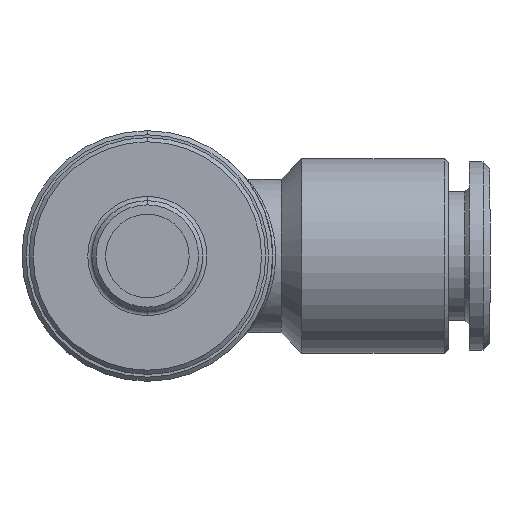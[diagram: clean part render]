
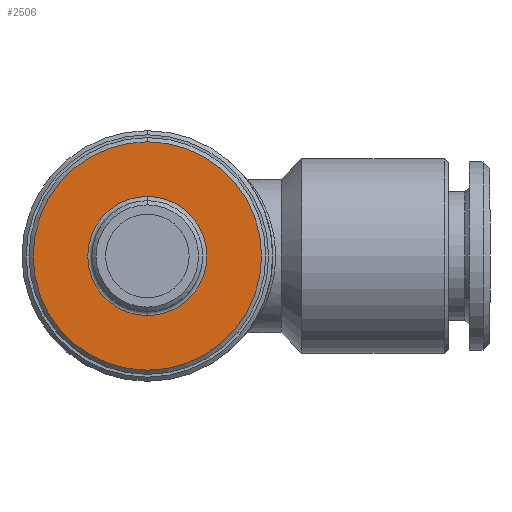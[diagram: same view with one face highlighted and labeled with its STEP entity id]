
A CAD part, front view. The second image highlights one B-rep face of the part: STEP entity #2506.
In plain terms, the highlighted planar face has unit normal (0, -1, 0).
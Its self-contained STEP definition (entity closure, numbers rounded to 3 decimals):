
#269 = CARTESIAN_POINT ( 'NONE',  ( 0., -2.7, 8.2 ) ) ;
#273 = CARTESIAN_POINT ( 'NONE',  ( 0., -2.7, 4.275 ) ) ;
#310 = CARTESIAN_POINT ( 'NONE',  ( 0., -2.7, -8.2 ) ) ;
#337 = VERTEX_POINT ( 'NONE', #310 ) ;
#369 = CARTESIAN_POINT ( 'NONE',  ( 0., -2.7, -4.275 ) ) ;
#600 = PLANE ( 'NONE',  #1463 ) ;
#601 = CARTESIAN_POINT ( 'NONE',  ( 3.5, -2.7, 0. ) ) ;
#602 = DIRECTION ( 'NONE',  ( 0., -1., 0. ) ) ;
#603 = DIRECTION ( 'NONE',  ( 0., 0., -1. ) ) ;
#793 = VERTEX_POINT ( 'NONE', #269 ) ;
#796 = VERTEX_POINT ( 'NONE', #273 ) ;
#827 = VERTEX_POINT ( 'NONE', #369 ) ;
#1354 = DIRECTION ( 'NONE',  ( 0., 0., -1. ) ) ;
#1355 = DIRECTION ( 'NONE',  ( 0., -1., 0. ) ) ;
#1356 = CARTESIAN_POINT ( 'NONE',  ( 0., -2.7, 0. ) ) ;
#1395 = EDGE_CURVE ( 'NONE', #793, #337, #3472, .T. ) ;
#1444 = AXIS2_PLACEMENT_3D ( 'NONE', #1356, #1355, #1354 ) ;
#1463 = AXIS2_PLACEMENT_3D ( 'NONE', #601, #602, #603 ) ;
#1667 = EDGE_CURVE ( 'NONE', #796, #827, #3485, .T. ) ;
#1697 = EDGE_CURVE ( 'NONE', #827, #796, #2608, .T. ) ;
#2003 = DIRECTION ( 'NONE',  ( 0., 0., -1. ) ) ;
#2004 = DIRECTION ( 'NONE',  ( 0., -1., 0. ) ) ;
#2005 = CARTESIAN_POINT ( 'NONE',  ( 0., -2.7, 0. ) ) ;
#2077 = DIRECTION ( 'NONE',  ( 0., 0., -1. ) ) ;
#2078 = DIRECTION ( 'NONE',  ( 0., -1., 0. ) ) ;
#2079 = CARTESIAN_POINT ( 'NONE',  ( 0., -2.7, 0. ) ) ;
#2124 = EDGE_CURVE ( 'NONE', #337, #793, #2622, .T. ) ;
#2160 = DIRECTION ( 'NONE',  ( 0., 0., -1. ) ) ;
#2161 = DIRECTION ( 'NONE',  ( 0., -1., 0. ) ) ;
#2162 = CARTESIAN_POINT ( 'NONE',  ( 0., -2.7, 0. ) ) ;
#2506 = ADVANCED_FACE ( 'NONE', ( #2641, #2637 ), #600, .T. ) ;
#2539 = AXIS2_PLACEMENT_3D ( 'NONE', #2005, #2004, #2003 ) ;
#2545 = AXIS2_PLACEMENT_3D ( 'NONE', #2079, #2078, #2077 ) ;
#2558 = AXIS2_PLACEMENT_3D ( 'NONE', #2162, #2161, #2160 ) ;
#2608 = CIRCLE ( 'NONE', #2558, 4.275 ) ;
#2622 = CIRCLE ( 'NONE', #1444, 8.2 ) ;
#2637 = FACE_OUTER_BOUND ( 'NONE', #2942, .T. ) ;
#2641 = FACE_BOUND ( 'NONE', #3144, .T. ) ;
#2942 = EDGE_LOOP ( 'NONE', ( #3186, #3187 ) ) ;
#3144 = EDGE_LOOP ( 'NONE', ( #3190, #3146 ) ) ;
#3146 = ORIENTED_EDGE ( 'NONE', *, *, #1667, .F. ) ;
#3186 = ORIENTED_EDGE ( 'NONE', *, *, #1395, .T. ) ;
#3187 = ORIENTED_EDGE ( 'NONE', *, *, #2124, .T. ) ;
#3190 = ORIENTED_EDGE ( 'NONE', *, *, #1697, .F. ) ;
#3472 = CIRCLE ( 'NONE', #2539, 8.2 ) ;
#3485 = CIRCLE ( 'NONE', #2545, 4.275 ) ;
